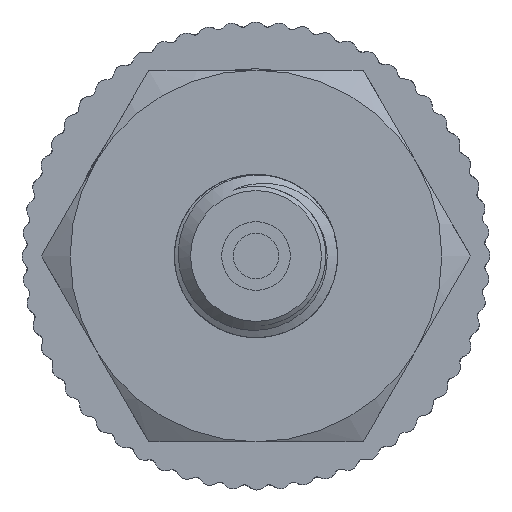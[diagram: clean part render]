
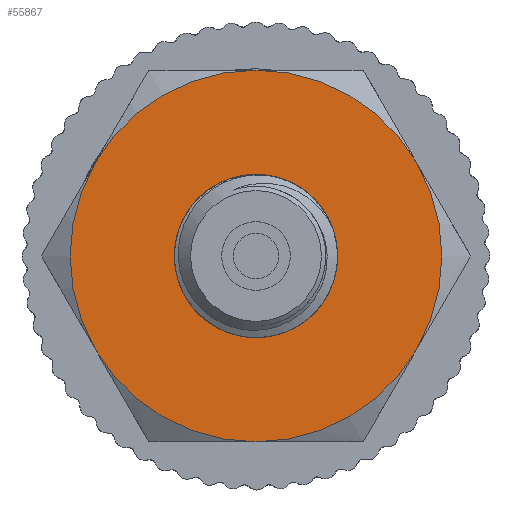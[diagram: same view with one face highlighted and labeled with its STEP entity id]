
A CAD part, left-side view. The second image highlights one B-rep face of the part: STEP entity #55867.
In plain terms, the highlighted planar face has unit normal (-1, 0, 0).
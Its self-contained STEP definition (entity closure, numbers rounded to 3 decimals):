
#5079=PLANE('',#59258);
#7224=FACE_BOUND('',#11812,.T.);
#8269=FACE_OUTER_BOUND('',#11811,.T.);
#11811=EDGE_LOOP('',(#38913));
#11812=EDGE_LOOP('',(#38914));
#15447=CIRCLE('',#59239,5.9);
#15454=CIRCLE('',#59256,13.5);
#22896=VERTEX_POINT('',#94635);
#22901=VERTEX_POINT('',#95359);
#29044=EDGE_CURVE('',#22896,#22896,#15447,.T.);
#29057=EDGE_CURVE('',#22901,#22901,#15454,.T.);
#38913=ORIENTED_EDGE('',*,*,#29057,.F.);
#38914=ORIENTED_EDGE('',*,*,#29044,.T.);
#55867=ADVANCED_FACE('',(#8269,#7224),#5079,.T.);
#59239=AXIS2_PLACEMENT_3D('',#94636,#67362,#67363);
#59256=AXIS2_PLACEMENT_3D('',#95361,#67400,#67401);
#59258=AXIS2_PLACEMENT_3D('',#95363,#67404,#67405);
#67362=DIRECTION('center_axis',(1.,0.,0.));
#67363=DIRECTION('ref_axis',(0.,0.,-1.));
#67400=DIRECTION('center_axis',(1.,0.,0.));
#67401=DIRECTION('ref_axis',(0.,0.,-1.));
#67404=DIRECTION('center_axis',(-1.,0.,0.));
#67405=DIRECTION('ref_axis',(0.,0.,1.));
#94635=CARTESIAN_POINT('',(-47.,0.,5.9));
#94636=CARTESIAN_POINT('Origin',(-47.,0.,0.));
#95359=CARTESIAN_POINT('',(-47.,-13.5,0.));
#95361=CARTESIAN_POINT('Origin',(-47.,0.,0.));
#95363=CARTESIAN_POINT('Origin',(-47.,13.5,0.));
